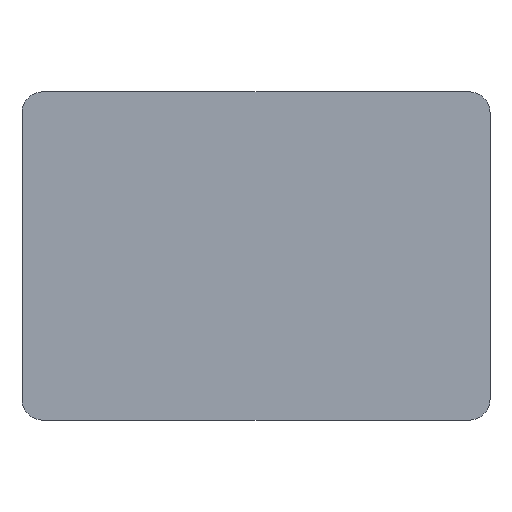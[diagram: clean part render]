
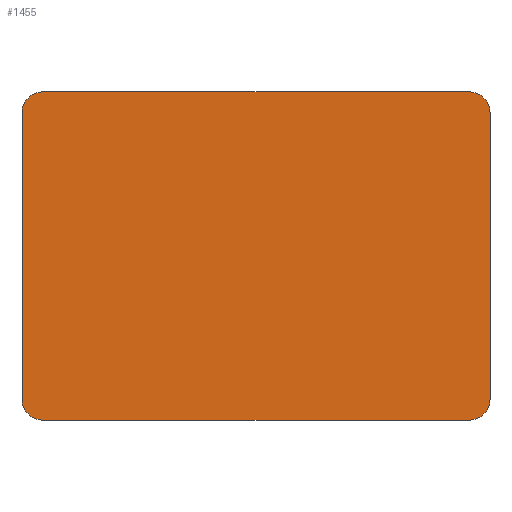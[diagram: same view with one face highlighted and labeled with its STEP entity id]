
A CAD part, front view. The second image highlights one B-rep face of the part: STEP entity #1455.
In plain terms, the highlighted planar face has unit normal (0, -1, 0).
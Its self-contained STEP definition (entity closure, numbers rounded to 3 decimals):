
#46 = DIRECTION ( 'NONE',  ( 0., 0., 1. ) ) ;
#49 = DIRECTION ( 'NONE',  ( 0., 0., 1. ) ) ;
#99 = VERTEX_POINT ( 'NONE', #864 ) ;
#104 = CARTESIAN_POINT ( 'NONE',  ( 30.5, -3., -23.5 ) ) ;
#112 = VECTOR ( 'NONE', #1197, 1000. ) ;
#128 = DIRECTION ( 'NONE',  ( 0., 0., 1. ) ) ;
#140 = EDGE_CURVE ( 'NONE', #256, #99, #648, .T. ) ;
#145 = CIRCLE ( 'NONE', #708, 3. ) ;
#165 = EDGE_CURVE ( 'NONE', #1327, #302, #333, .T. ) ;
#254 = LINE ( 'NONE', #484, #298 ) ;
#256 = VERTEX_POINT ( 'NONE', #667 ) ;
#283 = DIRECTION ( 'NONE',  ( 0., -1., 0. ) ) ;
#289 = CARTESIAN_POINT ( 'NONE',  ( -30.5, -3., -23.5 ) ) ;
#298 = VECTOR ( 'NONE', #128, 1000. ) ;
#300 = DIRECTION ( 'NONE',  ( -1., 0., 0. ) ) ;
#301 = LINE ( 'NONE', #1000, #112 ) ;
#302 = VERTEX_POINT ( 'NONE', #911 ) ;
#333 = CIRCLE ( 'NONE', #1093, 3. ) ;
#345 = AXIS2_PLACEMENT_3D ( 'NONE', #551, #1005, #574 ) ;
#354 = CARTESIAN_POINT ( 'NONE',  ( 33.5, -3., -20.5 ) ) ;
#373 = VERTEX_POINT ( 'NONE', #420 ) ;
#420 = CARTESIAN_POINT ( 'NONE',  ( -33.5, -3., -20.5 ) ) ;
#426 = ORIENTED_EDGE ( 'NONE', *, *, #615, .F. ) ;
#484 = CARTESIAN_POINT ( 'NONE',  ( -33.5, -3., -20.5 ) ) ;
#496 = EDGE_CURVE ( 'NONE', #256, #302, #1149, .T. ) ;
#518 = CARTESIAN_POINT ( 'NONE',  ( -30.5, -3., 20.5 ) ) ;
#532 = VECTOR ( 'NONE', #1029, 1000. ) ;
#535 = LINE ( 'NONE', #645, #863 ) ;
#544 = CARTESIAN_POINT ( 'NONE',  ( 30.5, -3., -20.5 ) ) ;
#551 = CARTESIAN_POINT ( 'NONE',  ( 0., -3., 0. ) ) ;
#574 = DIRECTION ( 'NONE',  ( 0., 0., 1. ) ) ;
#602 = AXIS2_PLACEMENT_3D ( 'NONE', #518, #1004, #46 ) ;
#615 = EDGE_CURVE ( 'NONE', #1113, #1394, #535, .T. ) ;
#620 = DIRECTION ( 'NONE',  ( 0., -1., 0. ) ) ;
#624 = ORIENTED_EDGE ( 'NONE', *, *, #1002, .T. ) ;
#645 = CARTESIAN_POINT ( 'NONE',  ( -30.5, -3., -23.5 ) ) ;
#648 = CIRCLE ( 'NONE', #602, 3. ) ;
#660 = PLANE ( 'NONE',  #345 ) ;
#666 = CIRCLE ( 'NONE', #830, 3. ) ;
#667 = CARTESIAN_POINT ( 'NONE',  ( -30.5, -3., 23.5 ) ) ;
#708 = AXIS2_PLACEMENT_3D ( 'NONE', #854, #620, #882 ) ;
#722 = ORIENTED_EDGE ( 'NONE', *, *, #165, .T. ) ;
#747 = DIRECTION ( 'NONE',  ( 0., -1., 0. ) ) ;
#765 = CARTESIAN_POINT ( 'NONE',  ( 33.5, -3., 20.5 ) ) ;
#830 = AXIS2_PLACEMENT_3D ( 'NONE', #544, #283, #49 ) ;
#837 = VERTEX_POINT ( 'NONE', #354 ) ;
#847 = ORIENTED_EDGE ( 'NONE', *, *, #1354, .T. ) ;
#854 = CARTESIAN_POINT ( 'NONE',  ( -30.5, -3., -20.5 ) ) ;
#863 = VECTOR ( 'NONE', #300, 1000. ) ;
#864 = CARTESIAN_POINT ( 'NONE',  ( -33.5, -3., 20.5 ) ) ;
#878 = EDGE_LOOP ( 'NONE', ( #426, #624, #917, #722, #1451, #927, #1073, #847 ) ) ;
#882 = DIRECTION ( 'NONE',  ( 0., 0., 1. ) ) ;
#911 = CARTESIAN_POINT ( 'NONE',  ( 30.5, -3., 23.5 ) ) ;
#917 = ORIENTED_EDGE ( 'NONE', *, *, #981, .F. ) ;
#927 = ORIENTED_EDGE ( 'NONE', *, *, #140, .T. ) ;
#981 = EDGE_CURVE ( 'NONE', #1327, #837, #301, .T. ) ;
#1000 = CARTESIAN_POINT ( 'NONE',  ( 33.5, -3., -20.5 ) ) ;
#1002 = EDGE_CURVE ( 'NONE', #1113, #837, #666, .T. ) ;
#1004 = DIRECTION ( 'NONE',  ( 0., -1., 0. ) ) ;
#1005 = DIRECTION ( 'NONE',  ( 0., 1., 0. ) ) ;
#1029 = DIRECTION ( 'NONE',  ( 1., 0., 0. ) ) ;
#1073 = ORIENTED_EDGE ( 'NONE', *, *, #1266, .F. ) ;
#1089 = CARTESIAN_POINT ( 'NONE',  ( 30.5, -3., 20.5 ) ) ;
#1093 = AXIS2_PLACEMENT_3D ( 'NONE', #1089, #747, #1314 ) ;
#1107 = FACE_OUTER_BOUND ( 'NONE', #878, .T. ) ;
#1113 = VERTEX_POINT ( 'NONE', #104 ) ;
#1149 = LINE ( 'NONE', #1230, #532 ) ;
#1197 = DIRECTION ( 'NONE',  ( 0., 0., -1. ) ) ;
#1230 = CARTESIAN_POINT ( 'NONE',  ( -30.5, -3., 23.5 ) ) ;
#1266 = EDGE_CURVE ( 'NONE', #373, #99, #254, .T. ) ;
#1314 = DIRECTION ( 'NONE',  ( 0., 0., 1. ) ) ;
#1327 = VERTEX_POINT ( 'NONE', #765 ) ;
#1354 = EDGE_CURVE ( 'NONE', #373, #1394, #145, .T. ) ;
#1394 = VERTEX_POINT ( 'NONE', #289 ) ;
#1451 = ORIENTED_EDGE ( 'NONE', *, *, #496, .F. ) ;
#1455 = ADVANCED_FACE ( 'NONE', ( #1107 ), #660, .F. ) ;
